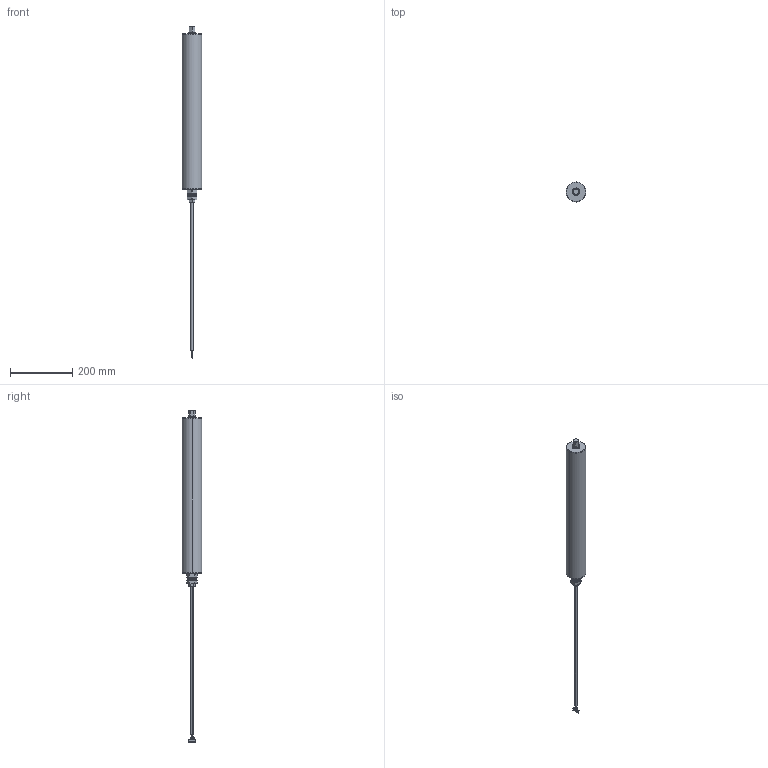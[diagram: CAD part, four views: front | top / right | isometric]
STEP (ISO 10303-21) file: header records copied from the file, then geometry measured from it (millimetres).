
FILE_DESCRIPTION (( 'STEP AP203' ), '1' );
FILE_NAME ('PR-PD-63-500-仩仩ASAQ_01-AK-22D013.STEP', '2022-04-15T09:34:04', ( 'giju' ), ( 'HP Inc.' ), 'SwSTEP 2.0', 'SolidWorks 2021', '' );
FILE_SCHEMA (( 'CONFIG_CONTROL_DESIGN' ));
Length unit declared in the file: millimetre
Products named in the file (5): PR-PD-63-500-仩仩ASAQ_01-AK-22D013; M20ﾅｯﾄ; 歯付座金; XHP-9-500mm
Assembly tree (6 placements, depth 2):
  PR-PD-63-500-仩仩ASAQ_01-AK-22D013
    PR-PD-63-500-仩仩ASAQ_01-AK-22D013
    M20ﾅｯﾄ  x2
    歯付座金  x2
    XHP-9-500mm
Bounding box: 63.5 x 63.5 x 1068 mm (x, y, z)
Volume: 1633801.9 mm3; surface area: 131383.9 mm2
Topology: 8 solids, 8 shells, 440 faces, 1153 edges, 756 vertices
Faces by surface type: plane 298, cylinder 94, cone 22, bspline 22, torus 4
Entity records: 11839 total; most frequent: CARTESIAN_POINT 2655, ORIENTED_EDGE 1828, DIRECTION 1697, EDGE_CURVE 914, VECTOR 701, LINE 701, VERTEX_POINT 598, AXIS2_PLACEMENT_3D 498
